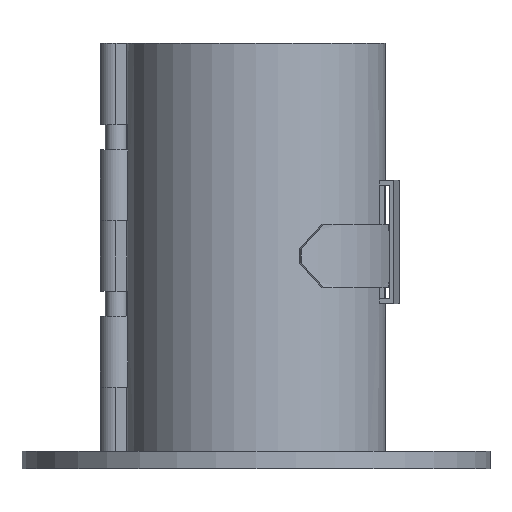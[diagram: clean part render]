
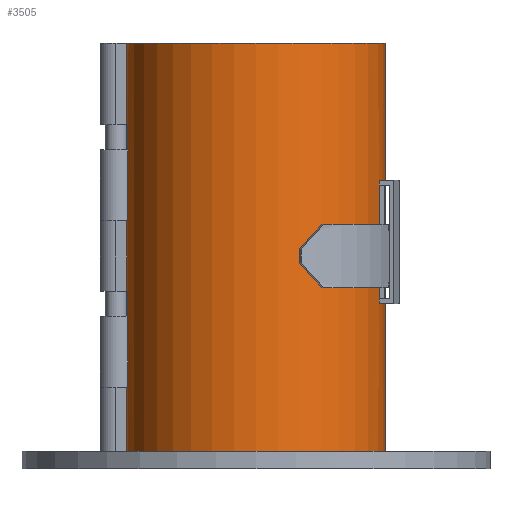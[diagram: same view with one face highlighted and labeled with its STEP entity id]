
A CAD part, left-side view. The second image highlights one B-rep face of the part: STEP entity #3505.
In plain terms, the highlighted cylindrical face has radius 18.25 mm (diameter 36.5 mm), a partial arc.
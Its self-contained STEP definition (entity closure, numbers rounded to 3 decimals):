
#2702=CARTESIAN_POINT('',(-5.489,-17.405,24.));
#2703=VERTEX_POINT('',#2702);
#2726=CARTESIAN_POINT('',(-2.065,-18.133,24.));
#2727=VERTEX_POINT('',#2726);
#2756=CARTESIAN_POINT('',(-5.489,-17.405,40.));
#2757=VERTEX_POINT('',#2756);
#2764=CARTESIAN_POINT('',(-5.489,-17.405,24.));
#2765=DIRECTION('',(0.0,0.0,1.0));
#2766=VECTOR('',#2765,16.0);
#2767=LINE('',#2764,#2766);
#2768=EDGE_CURVE('',#2703,#2757,#2767,.T.);
#2788=CARTESIAN_POINT('',(-2.065,-18.133,40.));
#2789=VERTEX_POINT('',#2788);
#2790=CARTESIAN_POINT('',(-2.065,-18.133,40.));
#2791=DIRECTION('',(0.0,0.0,-1.0));
#2792=VECTOR('',#2791,16.0);
#2793=LINE('',#2790,#2792);
#2794=EDGE_CURVE('',#2789,#2727,#2793,.T.);
#2874=CARTESIAN_POINT('',(-2.065,-18.133,40.7));
#2875=VERTEX_POINT('',#2874);
#2876=CARTESIAN_POINT('',(-2.065,-18.133,40.7));
#2877=DIRECTION('',(0.0,0.0,-1.0));
#2878=VECTOR('',#2877,0.7);
#2879=LINE('',#2876,#2878);
#2880=EDGE_CURVE('',#2875,#2789,#2879,.T.);
#2898=CARTESIAN_POINT('',(-2.065,-18.133,23.3));
#2899=VERTEX_POINT('',#2898);
#2906=CARTESIAN_POINT('',(-2.065,-18.133,24.));
#2907=DIRECTION('',(0.0,0.0,-1.0));
#2908=VECTOR('',#2907,0.7);
#2909=LINE('',#2906,#2908);
#2910=EDGE_CURVE('',#2727,#2899,#2909,.T.);
#2923=CARTESIAN_POINT('',(-5.489,-17.405,23.3));
#2924=VERTEX_POINT('',#2923);
#2925=CARTESIAN_POINT('',(-5.489,-17.405,23.3));
#2926=DIRECTION('',(0.0,0.0,1.0));
#2927=VECTOR('',#2926,0.7);
#2928=LINE('',#2925,#2927);
#2929=EDGE_CURVE('',#2924,#2703,#2928,.T.);
#2947=CARTESIAN_POINT('',(-5.489,-17.405,40.7));
#2948=VERTEX_POINT('',#2947);
#2955=CARTESIAN_POINT('',(-5.489,-17.405,40.));
#2956=DIRECTION('',(0.0,0.0,1.0));
#2957=VECTOR('',#2956,0.7);
#2958=LINE('',#2955,#2957);
#2959=EDGE_CURVE('',#2757,#2948,#2958,.T.);
#2969=CARTESIAN_POINT('',(0.,0.,23.3));
#2970=DIRECTION('',(0.0,0.0,-1.0));
#2971=DIRECTION('',(0.0,1.0,0.0));
#2972=AXIS2_PLACEMENT_3D('',#2969,#2970,#2971);
#2973=CIRCLE('',#2972,18.25);
#2974=EDGE_CURVE('',#2899,#2924,#2973,.T.);
#2992=CARTESIAN_POINT('',(0.,0.,40.7));
#2993=DIRECTION('',(0.0,0.0,1.0));
#2994=DIRECTION('',(0.0,1.0,0.0));
#2995=AXIS2_PLACEMENT_3D('',#2992,#2993,#2994);
#2996=CIRCLE('',#2995,18.25);
#2997=EDGE_CURVE('',#2948,#2875,#2996,.T.);
#3144=CARTESIAN_POINT('',(-2.2,18.117,25.));
#3145=VERTEX_POINT('',#3144);
#3152=CARTESIAN_POINT('',(0.,18.25,25.));
#3153=VERTEX_POINT('',#3152);
#3154=CARTESIAN_POINT('',(0.,0.,25.));
#3155=DIRECTION('',(0.0,0.0,1.0));
#3156=DIRECTION('',(0.0,1.0,0.0));
#3157=AXIS2_PLACEMENT_3D('',#3154,#3155,#3156);
#3158=CIRCLE('',#3157,18.25);
#3159=EDGE_CURVE('',#3153,#3145,#3158,.T.);
#3243=CARTESIAN_POINT('',(0.,18.25,11.5));
#3244=VERTEX_POINT('',#3243);
#3252=CARTESIAN_POINT('',(-2.2,18.117,11.5));
#3253=VERTEX_POINT('',#3252);
#3254=CARTESIAN_POINT('',(0.,0.,11.5));
#3255=DIRECTION('',(0.0,0.0,-1.0));
#3256=DIRECTION('',(0.0,1.0,0.0));
#3257=AXIS2_PLACEMENT_3D('',#3254,#3255,#3256);
#3258=CIRCLE('',#3257,18.25);
#3259=EDGE_CURVE('',#3253,#3244,#3258,.T.);
#3277=CARTESIAN_POINT('',(-2.2,18.117,25.));
#3278=DIRECTION('',(0.0,0.0,-1.0));
#3279=VECTOR('',#3278,13.5);
#3280=LINE('',#3277,#3279);
#3281=EDGE_CURVE('',#3145,#3253,#3280,.T.);
#3293=CARTESIAN_POINT('',(-2.2,18.117,48.5));
#3294=VERTEX_POINT('',#3293);
#3301=CARTESIAN_POINT('',(0.,18.25,48.5));
#3302=VERTEX_POINT('',#3301);
#3303=CARTESIAN_POINT('',(0.,0.,48.5));
#3304=DIRECTION('',(0.0,0.0,1.0));
#3305=DIRECTION('',(0.0,1.0,0.0));
#3306=AXIS2_PLACEMENT_3D('',#3303,#3304,#3305);
#3307=CIRCLE('',#3306,18.25);
#3308=EDGE_CURVE('',#3302,#3294,#3307,.T.);
#3392=CARTESIAN_POINT('',(0.,18.25,35.));
#3393=VERTEX_POINT('',#3392);
#3401=CARTESIAN_POINT('',(-2.2,18.117,35.));
#3402=VERTEX_POINT('',#3401);
#3403=CARTESIAN_POINT('',(0.,0.,35.));
#3404=DIRECTION('',(0.0,0.0,-1.0));
#3405=DIRECTION('',(0.0,1.0,0.0));
#3406=AXIS2_PLACEMENT_3D('',#3403,#3404,#3405);
#3407=CIRCLE('',#3406,18.25);
#3408=EDGE_CURVE('',#3402,#3393,#3407,.T.);
#3426=CARTESIAN_POINT('',(-2.2,18.117,48.5));
#3427=DIRECTION('',(0.0,0.0,-1.0));
#3428=VECTOR('',#3427,13.5);
#3429=LINE('',#3426,#3428);
#3430=EDGE_CURVE('',#3294,#3402,#3429,.T.);
#3436=CARTESIAN_POINT('',(0.,0.,30.));
#3437=DIRECTION('',(0.,0.,1.0));
#3438=DIRECTION('',(0.0,1.0,0.0));
#3439=AXIS2_PLACEMENT_3D('',#3436,#3437,#3438);
#3440=CYLINDRICAL_SURFACE('',#3439,18.25);
#3441=ORIENTED_EDGE('',*,*,#3159,.T.);
#3442=ORIENTED_EDGE('',*,*,#3281,.T.);
#3443=ORIENTED_EDGE('',*,*,#3259,.T.);
#3444=CARTESIAN_POINT('',(0.,18.25,0.));
#3445=VERTEX_POINT('',#3444);
#3446=CARTESIAN_POINT('',(0.,18.25,11.5));
#3447=DIRECTION('',(0.0,0.0,-1.0));
#3448=VECTOR('',#3447,11.5);
#3449=LINE('',#3446,#3448);
#3450=EDGE_CURVE('',#3244,#3445,#3449,.T.);
#3451=ORIENTED_EDGE('',*,*,#3450,.T.);
#3452=CARTESIAN_POINT('',(0.,-18.25,0.));
#3453=VERTEX_POINT('',#3452);
#3454=CARTESIAN_POINT('',(0.,0.,0.));
#3455=DIRECTION('',(0.0,0.0,-1.0));
#3456=DIRECTION('',(0.0,-1.0,0.0));
#3457=AXIS2_PLACEMENT_3D('',#3454,#3455,#3456);
#3458=CIRCLE('',#3457,18.25);
#3459=EDGE_CURVE('',#3453,#3445,#3458,.T.);
#3460=ORIENTED_EDGE('',*,*,#3459,.F.);
#3461=CARTESIAN_POINT('',(0.,-18.25,60.));
#3462=VERTEX_POINT('',#3461);
#3463=CARTESIAN_POINT('',(0.,-18.25,60.));
#3464=DIRECTION('',(0.0,0.0,-1.0));
#3465=VECTOR('',#3464,60.0);
#3466=LINE('',#3463,#3465);
#3467=EDGE_CURVE('',#3462,#3453,#3466,.T.);
#3468=ORIENTED_EDGE('',*,*,#3467,.F.);
#3469=CARTESIAN_POINT('',(0.,18.25,60.));
#3470=VERTEX_POINT('',#3469);
#3471=CARTESIAN_POINT('',(0.,0.,60.));
#3472=DIRECTION('',(0.0,0.0,1.0));
#3473=DIRECTION('',(0.0,1.0,0.0));
#3474=AXIS2_PLACEMENT_3D('',#3471,#3472,#3473);
#3475=CIRCLE('',#3474,18.25);
#3476=EDGE_CURVE('',#3470,#3462,#3475,.T.);
#3477=ORIENTED_EDGE('',*,*,#3476,.F.);
#3478=CARTESIAN_POINT('',(0.,18.25,60.));
#3479=DIRECTION('',(0.0,0.0,-1.0));
#3480=VECTOR('',#3479,11.5);
#3481=LINE('',#3478,#3480);
#3482=EDGE_CURVE('',#3470,#3302,#3481,.T.);
#3483=ORIENTED_EDGE('',*,*,#3482,.T.);
#3484=ORIENTED_EDGE('',*,*,#3308,.T.);
#3485=ORIENTED_EDGE('',*,*,#3430,.T.);
#3486=ORIENTED_EDGE('',*,*,#3408,.T.);
#3487=CARTESIAN_POINT('',(0.,18.25,35.));
#3488=DIRECTION('',(0.0,0.0,-1.0));
#3489=VECTOR('',#3488,10.);
#3490=LINE('',#3487,#3489);
#3491=EDGE_CURVE('',#3393,#3153,#3490,.T.);
#3492=ORIENTED_EDGE('',*,*,#3491,.T.);
#3493=EDGE_LOOP('',(#3441,#3442,#3443,#3451,#3460,#3468,#3477,#3483,#3484,#3485,#3486,#3492));
#3494=FACE_OUTER_BOUND('',#3493,.T.);
#3495=ORIENTED_EDGE('',*,*,#2880,.T.);
#3496=ORIENTED_EDGE('',*,*,#2794,.T.);
#3497=ORIENTED_EDGE('',*,*,#2910,.T.);
#3498=ORIENTED_EDGE('',*,*,#2974,.T.);
#3499=ORIENTED_EDGE('',*,*,#2929,.T.);
#3500=ORIENTED_EDGE('',*,*,#2768,.T.);
#3501=ORIENTED_EDGE('',*,*,#2959,.T.);
#3502=ORIENTED_EDGE('',*,*,#2997,.T.);
#3503=EDGE_LOOP('',(#3495,#3496,#3497,#3498,#3499,#3500,#3501,#3502));
#3504=FACE_BOUND('',#3503,.T.);
#3505=ADVANCED_FACE('',(#3494,#3504),#3440,.T.);
